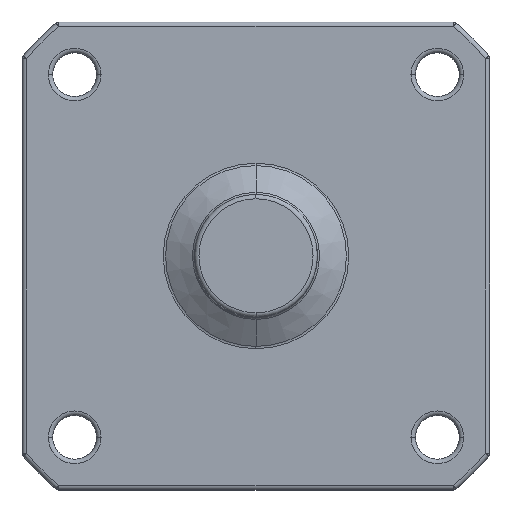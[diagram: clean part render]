
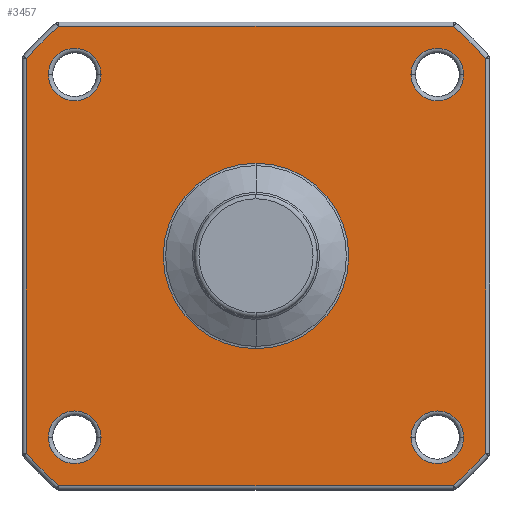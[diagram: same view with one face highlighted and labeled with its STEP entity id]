
A CAD part, top view. The second image highlights one B-rep face of the part: STEP entity #3457.
In plain terms, the highlighted planar face has unit normal (0, 0, 1).
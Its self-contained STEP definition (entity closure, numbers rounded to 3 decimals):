
#388=DIRECTION('',(0.,1.,0.));
#389=VECTOR('',#388,26.979);
#390=CARTESIAN_POINT('',(15.701,-13.489,3.2));
#391=LINE('',#390,#389);
#392=CARTESIAN_POINT('',(0.,0.,3.2));
#393=DIRECTION('',(0.,0.,1.));
#394=DIRECTION('',(0.652,-0.759,0.));
#395=AXIS2_PLACEMENT_3D('',#392,#393,#394);
#397=DIRECTION('',(1.,0.,0.));
#398=VECTOR('',#397,26.979);
#399=CARTESIAN_POINT('',(-13.489,-15.701,3.2));
#400=LINE('',#399,#398);
#401=CARTESIAN_POINT('',(0.,0.,3.2));
#402=DIRECTION('',(0.,0.,1.));
#403=DIRECTION('',(-0.759,-0.652,0.));
#404=AXIS2_PLACEMENT_3D('',#401,#402,#403);
#406=DIRECTION('',(0.,-1.,0.));
#407=VECTOR('',#406,26.979);
#408=CARTESIAN_POINT('',(-15.701,13.489,3.2));
#409=LINE('',#408,#407);
#410=CARTESIAN_POINT('',(0.,0.,3.2));
#411=DIRECTION('',(0.,0.,1.));
#412=DIRECTION('',(-0.652,0.759,0.));
#413=AXIS2_PLACEMENT_3D('',#410,#411,#412);
#415=DIRECTION('',(-1.,0.,0.));
#416=VECTOR('',#415,26.979);
#417=CARTESIAN_POINT('',(13.489,15.701,3.2));
#418=LINE('',#417,#416);
#419=CARTESIAN_POINT('',(0.,0.,3.2));
#420=DIRECTION('',(0.,0.,1.));
#421=DIRECTION('',(0.759,0.652,0.));
#422=AXIS2_PLACEMENT_3D('',#419,#420,#421);
#424=CARTESIAN_POINT('',(-12.4,-12.4,3.2));
#425=DIRECTION('',(0.,0.,-1.));
#426=DIRECTION('',(-1.,0.,0.));
#427=AXIS2_PLACEMENT_3D('',#424,#425,#426);
#429=CARTESIAN_POINT('',(-12.4,-12.4,3.2));
#430=DIRECTION('',(0.,0.,-1.));
#431=DIRECTION('',(1.,0.,0.));
#432=AXIS2_PLACEMENT_3D('',#429,#430,#431);
#434=CARTESIAN_POINT('',(12.4,-12.4,3.2));
#435=DIRECTION('',(0.,0.,-1.));
#436=DIRECTION('',(-1.,0.,0.));
#437=AXIS2_PLACEMENT_3D('',#434,#435,#436);
#439=CARTESIAN_POINT('',(12.4,-12.4,3.2));
#440=DIRECTION('',(0.,0.,-1.));
#441=DIRECTION('',(1.,0.,0.));
#442=AXIS2_PLACEMENT_3D('',#439,#440,#441);
#444=CARTESIAN_POINT('',(12.4,12.4,3.2));
#445=DIRECTION('',(0.,0.,-1.));
#446=DIRECTION('',(-1.,0.,0.));
#447=AXIS2_PLACEMENT_3D('',#444,#445,#446);
#449=CARTESIAN_POINT('',(12.4,12.4,3.2));
#450=DIRECTION('',(0.,0.,-1.));
#451=DIRECTION('',(1.,0.,0.));
#452=AXIS2_PLACEMENT_3D('',#449,#450,#451);
#454=CARTESIAN_POINT('',(-12.4,12.4,3.2));
#455=DIRECTION('',(0.,0.,-1.));
#456=DIRECTION('',(-1.,0.,0.));
#457=AXIS2_PLACEMENT_3D('',#454,#455,#456);
#459=CARTESIAN_POINT('',(-12.4,12.4,3.2));
#460=DIRECTION('',(0.,0.,-1.));
#461=DIRECTION('',(1.,0.,0.));
#462=AXIS2_PLACEMENT_3D('',#459,#460,#461);
#464=CARTESIAN_POINT('',(0.,0.,3.2));
#465=DIRECTION('',(0.,0.,1.));
#466=DIRECTION('',(0.,1.,0.));
#467=AXIS2_PLACEMENT_3D('',#464,#465,#466);
#469=CARTESIAN_POINT('',(0.,0.,3.2));
#470=DIRECTION('',(0.,0.,1.));
#471=DIRECTION('',(0.,-1.,0.));
#472=AXIS2_PLACEMENT_3D('',#469,#470,#471);
#2753=CARTESIAN_POINT('',(15.701,-13.489,3.2));
#2754=CARTESIAN_POINT('',(15.701,13.489,3.2));
#2755=VERTEX_POINT('',#2753);
#2756=VERTEX_POINT('',#2754);
#2761=CARTESIAN_POINT('',(13.489,15.701,3.2));
#2762=VERTEX_POINT('',#2761);
#2767=CARTESIAN_POINT('',(-13.489,15.701,3.2));
#2768=VERTEX_POINT('',#2767);
#2773=CARTESIAN_POINT('',(-15.701,13.489,3.2));
#2774=VERTEX_POINT('',#2773);
#2779=CARTESIAN_POINT('',(-15.701,-13.489,3.2));
#2780=VERTEX_POINT('',#2779);
#2785=CARTESIAN_POINT('',(-13.489,-15.701,3.2));
#2786=VERTEX_POINT('',#2785);
#2791=CARTESIAN_POINT('',(13.489,-15.701,3.2));
#2792=VERTEX_POINT('',#2791);
#2797=CARTESIAN_POINT('',(-14.2,-12.4,3.2));
#2798=CARTESIAN_POINT('',(-10.6,-12.4,3.2));
#2799=VERTEX_POINT('',#2797);
#2800=VERTEX_POINT('',#2798);
#2805=CARTESIAN_POINT('',(10.6,-12.4,3.2));
#2806=CARTESIAN_POINT('',(14.2,-12.4,3.2));
#2807=VERTEX_POINT('',#2805);
#2808=VERTEX_POINT('',#2806);
#2813=CARTESIAN_POINT('',(10.6,12.4,3.2));
#2814=CARTESIAN_POINT('',(14.2,12.4,3.2));
#2815=VERTEX_POINT('',#2813);
#2816=VERTEX_POINT('',#2814);
#2821=CARTESIAN_POINT('',(-14.2,12.4,3.2));
#2822=CARTESIAN_POINT('',(-10.6,12.4,3.2));
#2823=VERTEX_POINT('',#2821);
#2824=VERTEX_POINT('',#2822);
#2888=CARTESIAN_POINT('',(0.,6.341,3.2));
#2889=CARTESIAN_POINT('',(0.,-6.341,3.2));
#2890=VERTEX_POINT('',#2888);
#2891=VERTEX_POINT('',#2889);
#3405=CARTESIAN_POINT('',(0.,0.,3.2));
#3406=DIRECTION('',(0.,0.,1.));
#3407=DIRECTION('',(1.,0.,0.));
#3408=AXIS2_PLACEMENT_3D('',#3405,#3406,#3407);
#3409=PLANE('',#3408);
#3411=ORIENTED_EDGE('',*,*,#3410,.F.);
#3413=ORIENTED_EDGE('',*,*,#3412,.F.);
#3414=ORIENTED_EDGE('',*,*,#3395,.F.);
#3416=ORIENTED_EDGE('',*,*,#3415,.F.);
#3418=ORIENTED_EDGE('',*,*,#3417,.F.);
#3420=ORIENTED_EDGE('',*,*,#3419,.F.);
#3422=ORIENTED_EDGE('',*,*,#3421,.F.);
#3424=ORIENTED_EDGE('',*,*,#3423,.F.);
#3425=EDGE_LOOP('',(#3411,#3413,#3414,#3416,#3418,#3420,#3422,#3424));
#3426=FACE_OUTER_BOUND('',#3425,.F.);
#3428=ORIENTED_EDGE('',*,*,#3427,.F.);
#3430=ORIENTED_EDGE('',*,*,#3429,.F.);
#3431=EDGE_LOOP('',(#3428,#3430));
#3432=FACE_BOUND('',#3431,.F.);
#3434=ORIENTED_EDGE('',*,*,#3433,.F.);
#3436=ORIENTED_EDGE('',*,*,#3435,.F.);
#3437=EDGE_LOOP('',(#3434,#3436));
#3438=FACE_BOUND('',#3437,.F.);
#3440=ORIENTED_EDGE('',*,*,#3439,.F.);
#3442=ORIENTED_EDGE('',*,*,#3441,.F.);
#3443=EDGE_LOOP('',(#3440,#3442));
#3444=FACE_BOUND('',#3443,.F.);
#3446=ORIENTED_EDGE('',*,*,#3445,.F.);
#3448=ORIENTED_EDGE('',*,*,#3447,.F.);
#3449=EDGE_LOOP('',(#3446,#3448));
#3450=FACE_BOUND('',#3449,.F.);
#3452=ORIENTED_EDGE('',*,*,#3451,.T.);
#3454=ORIENTED_EDGE('',*,*,#3453,.T.);
#3455=EDGE_LOOP('',(#3452,#3454));
#3456=FACE_BOUND('',#3455,.F.);
#396=CIRCLE('',#395,20.7);
#405=CIRCLE('',#404,20.7);
#414=CIRCLE('',#413,20.7);
#423=CIRCLE('',#422,20.7);
#428=CIRCLE('',#427,1.8);
#433=CIRCLE('',#432,1.8);
#438=CIRCLE('',#437,1.8);
#443=CIRCLE('',#442,1.8);
#448=CIRCLE('',#447,1.8);
#453=CIRCLE('',#452,1.8);
#458=CIRCLE('',#457,1.8);
#463=CIRCLE('',#462,1.8);
#468=CIRCLE('',#467,6.341);
#473=CIRCLE('',#472,6.341);
#3395=EDGE_CURVE('',#2786,#2792,#400,.T.);
#3410=EDGE_CURVE('',#2755,#2756,#391,.T.);
#3412=EDGE_CURVE('',#2792,#2755,#396,.T.);
#3415=EDGE_CURVE('',#2780,#2786,#405,.T.);
#3417=EDGE_CURVE('',#2774,#2780,#409,.T.);
#3419=EDGE_CURVE('',#2768,#2774,#414,.T.);
#3421=EDGE_CURVE('',#2762,#2768,#418,.T.);
#3423=EDGE_CURVE('',#2756,#2762,#423,.T.);
#3427=EDGE_CURVE('',#2799,#2800,#428,.T.);
#3429=EDGE_CURVE('',#2800,#2799,#433,.T.);
#3433=EDGE_CURVE('',#2807,#2808,#438,.T.);
#3435=EDGE_CURVE('',#2808,#2807,#443,.T.);
#3439=EDGE_CURVE('',#2815,#2816,#448,.T.);
#3441=EDGE_CURVE('',#2816,#2815,#453,.T.);
#3445=EDGE_CURVE('',#2823,#2824,#458,.T.);
#3447=EDGE_CURVE('',#2824,#2823,#463,.T.);
#3451=EDGE_CURVE('',#2890,#2891,#468,.T.);
#3453=EDGE_CURVE('',#2891,#2890,#473,.T.);
#3457=ADVANCED_FACE('',(#3426,#3432,#3438,#3444,#3450,#3456),#3409,.T.);
